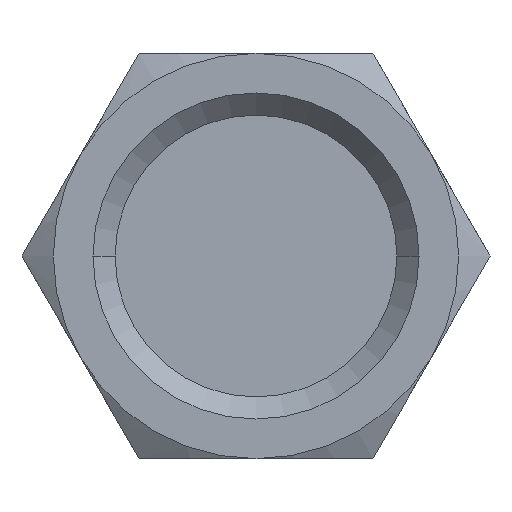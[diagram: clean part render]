
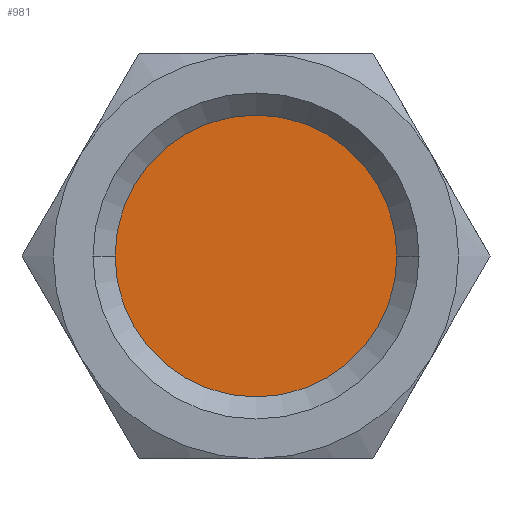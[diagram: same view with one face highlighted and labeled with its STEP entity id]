
A CAD part, front view. The second image highlights one B-rep face of the part: STEP entity #981.
In plain terms, the highlighted planar face has unit normal (0, -1, 0).
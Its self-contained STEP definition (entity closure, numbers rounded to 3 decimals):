
#64 = CIRCLE ( 'NONE', #2262, 7.65 ) ;
#218 = FACE_OUTER_BOUND ( 'NONE', #467, .T. ) ;
#285 = VERTEX_POINT ( 'NONE', #698 ) ;
#295 = VERTEX_POINT ( 'NONE', #708 ) ;
#322 = ORIENTED_EDGE ( 'NONE', *, *, #888, .F. ) ;
#326 = ORIENTED_EDGE ( 'NONE', *, *, #1901, .F. ) ;
#467 = EDGE_LOOP ( 'NONE', ( #326, #322 ) ) ;
#698 = CARTESIAN_POINT ( 'NONE',  ( 7.65, 2.016, 0. ) ) ;
#708 = CARTESIAN_POINT ( 'NONE',  ( -7.65, 2.016, 0. ) ) ;
#888 = EDGE_CURVE ( 'NONE', #295, #285, #64, .T. ) ;
#981 = ADVANCED_FACE ( 'NONE', ( #218 ), #1665, .T. ) ;
#1140 = CIRCLE ( 'NONE', #1416, 7.65 ) ;
#1304 = AXIS2_PLACEMENT_3D ( 'NONE', #1666, #1667, #1668 ) ;
#1416 = AXIS2_PLACEMENT_3D ( 'NONE', #2700, #2701, #2702 ) ;
#1536 = CARTESIAN_POINT ( 'NONE',  ( 0., 2.016, 0. ) ) ;
#1537 = DIRECTION ( 'NONE',  ( 0., 1., 0. ) ) ;
#1538 = DIRECTION ( 'NONE',  ( 1., 0., 0. ) ) ;
#1665 = PLANE ( 'NONE',  #1304 ) ;
#1666 = CARTESIAN_POINT ( 'NONE',  ( 0., 2.016, 0. ) ) ;
#1667 = DIRECTION ( 'NONE',  ( 0., -1., 0. ) ) ;
#1668 = DIRECTION ( 'NONE',  ( 1., 0., 0. ) ) ;
#1901 = EDGE_CURVE ( 'NONE', #285, #295, #1140, .T. ) ;
#2262 = AXIS2_PLACEMENT_3D ( 'NONE', #1536, #1537, #1538 ) ;
#2700 = CARTESIAN_POINT ( 'NONE',  ( 0., 2.016, 0. ) ) ;
#2701 = DIRECTION ( 'NONE',  ( 0., 1., 0. ) ) ;
#2702 = DIRECTION ( 'NONE',  ( 1., 0., 0. ) ) ;
